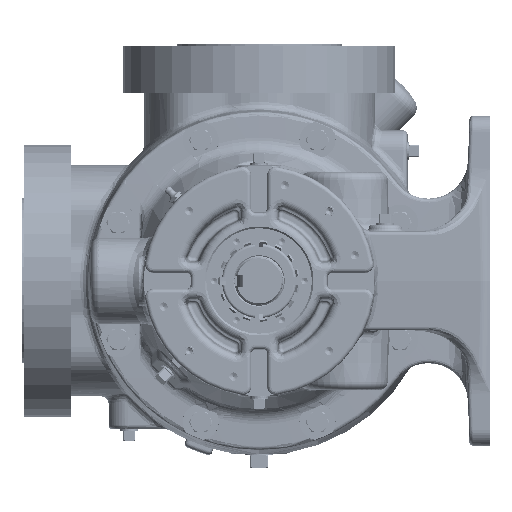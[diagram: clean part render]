
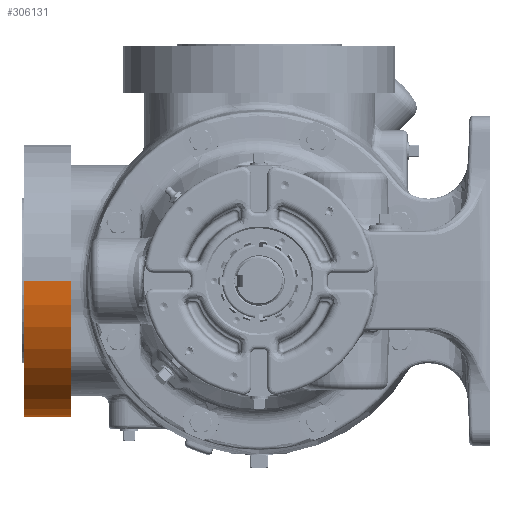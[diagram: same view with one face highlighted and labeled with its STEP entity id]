
A CAD part, left-side view. The second image highlights one B-rep face of the part: STEP entity #306131.
In plain terms, the highlighted cylindrical face has radius 104.775 mm (diameter 209.55 mm), a partial arc.
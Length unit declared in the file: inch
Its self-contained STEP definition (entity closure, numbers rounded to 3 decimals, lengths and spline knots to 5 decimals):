
#11340 = CARTESIAN_POINT ( 'NONE',  ( 0.388, 4.88156, 0. ) ) ;
#37083 = VECTOR ( 'NONE', #90502, 39.37008 ) ;
#41667 = DIRECTION ( 'NONE',  ( 0., -1., 0. ) ) ;
#51976 = VERTEX_POINT ( 'NONE', #301975 ) ;
#72821 = FACE_OUTER_BOUND ( 'NONE', #87095, .T. ) ;
#78070 = DIRECTION ( 'NONE',  ( -1., 0., 0. ) ) ;
#87095 = EDGE_LOOP ( 'NONE', ( #162496, #153402, #92204, #220879 ) ) ;
#90502 = DIRECTION ( 'NONE',  ( 0., -1., 0. ) ) ;
#92204 = ORIENTED_EDGE ( 'NONE', *, *, #178389, .F. ) ;
#104958 = CARTESIAN_POINT ( 'NONE',  ( 4.513, 5.6875, 0. ) ) ;
#108937 = CARTESIAN_POINT ( 'NONE',  ( 0.388, 5.6875, 0. ) ) ;
#111279 = DIRECTION ( 'NONE',  ( 0., -1., 0. ) ) ;
#114774 = AXIS2_PLACEMENT_3D ( 'NONE', #298471, #111279, #328703 ) ;
#119993 = EDGE_CURVE ( 'NONE', #122079, #181848, #205815, .T. ) ;
#122079 = VERTEX_POINT ( 'NONE', #219563 ) ;
#130803 = AXIS2_PLACEMENT_3D ( 'NONE', #104958, #156708, #265455 ) ;
#134361 = EDGE_CURVE ( 'NONE', #122079, #220441, #255422, .T. ) ;
#144561 = EDGE_CURVE ( 'NONE', #181848, #51976, #247423, .T. ) ;
#153402 = ORIENTED_EDGE ( 'NONE', *, *, #144561, .T. ) ;
#156708 = DIRECTION ( 'NONE',  ( 0., -1., 0. ) ) ;
#162496 = ORIENTED_EDGE ( 'NONE', *, *, #119993, .T. ) ;
#178389 = EDGE_CURVE ( 'NONE', #220441, #51976, #318489, .T. ) ;
#181848 = VERTEX_POINT ( 'NONE', #255180 ) ;
#186660 = DIRECTION ( 'NONE',  ( 0., -1., 0. ) ) ;
#193942 = CARTESIAN_POINT ( 'NONE',  ( 8.638, 4.88156, 0. ) ) ;
#205815 = CIRCLE ( 'NONE', #114774, 4.125 ) ;
#219563 = CARTESIAN_POINT ( 'NONE',  ( 0.388, 7.1275, 0. ) ) ;
#220441 = VERTEX_POINT ( 'NONE', #108937 ) ;
#220879 = ORIENTED_EDGE ( 'NONE', *, *, #134361, .F. ) ;
#247423 = LINE ( 'NONE', #193942, #37083 ) ;
#255180 = CARTESIAN_POINT ( 'NONE',  ( 8.638, 7.1275, 0. ) ) ;
#255422 = LINE ( 'NONE', #11340, #304335 ) ;
#263432 = CYLINDRICAL_SURFACE ( 'NONE', #279340, 4.125 ) ;
#265455 = DIRECTION ( 'NONE',  ( -1., 0., 0. ) ) ;
#279340 = AXIS2_PLACEMENT_3D ( 'NONE', #322097, #186660, #78070 ) ;
#298471 = CARTESIAN_POINT ( 'NONE',  ( 4.513, 7.1275, 0. ) ) ;
#301975 = CARTESIAN_POINT ( 'NONE',  ( 8.638, 5.6875, 0. ) ) ;
#304335 = VECTOR ( 'NONE', #41667, 39.37008 ) ;
#306131 = ADVANCED_FACE ( 'NONE', ( #72821 ), #263432, .T. ) ;
#318489 = CIRCLE ( 'NONE', #130803, 4.125 ) ;
#322097 = CARTESIAN_POINT ( 'NONE',  ( 4.513, 4.88156, 0. ) ) ;
#328703 = DIRECTION ( 'NONE',  ( -1., 0., 0. ) ) ;
